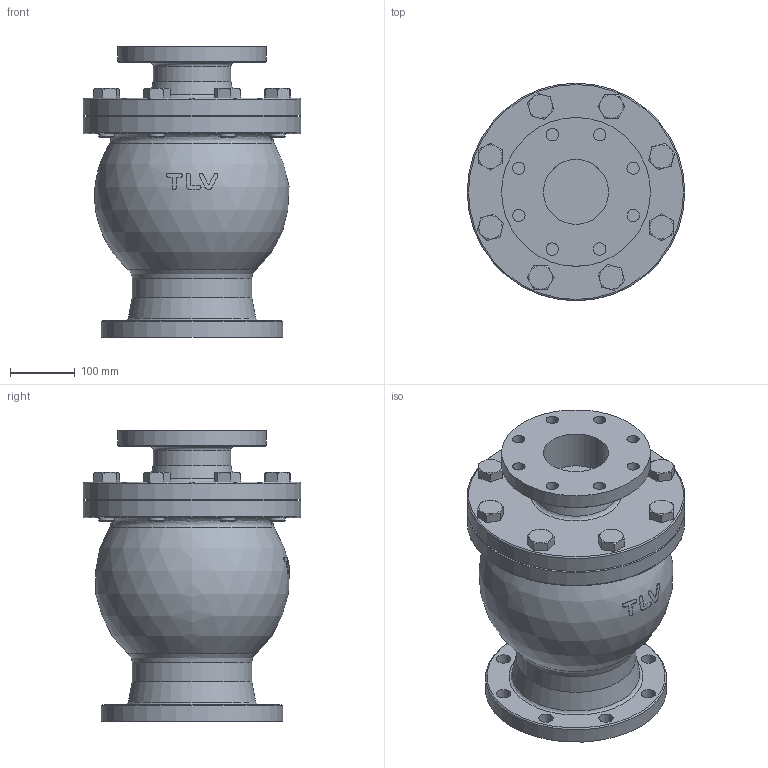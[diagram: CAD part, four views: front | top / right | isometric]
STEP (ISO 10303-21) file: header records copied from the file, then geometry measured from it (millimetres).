
FILE_DESCRIPTION((''),'2;1');
FILE_NAME('va500-150-a0125-00.stp','2010-08-10T16:01:44',('nakaot'),(''),'Autodesk Inventor 2008','Autodesk Inventor 2008','');
FILE_SCHEMA(('AUTOMOTIVE_DESIGN { 1 0 10303 214 1 1 1 1 }'));
Length unit declared in the file: millimetre
Products named in the file (1): va500-150-a0125-00
Bounding box: 335 x 335 x 447 mm (x, y, z)
Volume: 22026612.2 mm3; surface area: 786440.3 mm2
Topology: 1 solids, 1 shells, 224 faces, 544 edges, 348 vertices
Faces by surface type: plane 93, cone 60, cylinder 34, bspline 31, sphere 4, torus 2
Full cylindrical faces by diameter (mm): 24 x16, 120 x1, 184 x1, 229 x1, 248 x1, 279 x1, 335 x2
Entity records: 7163 total; most frequent: CARTESIAN_POINT 2579, DIRECTION 902, ORIENTED_EDGE 886, EDGE_CURVE 443, AXIS2_PLACEMENT_3D 391, EDGE_LOOP 366, VERTEX_POINT 315, FACE_OUTER_BOUND 224
